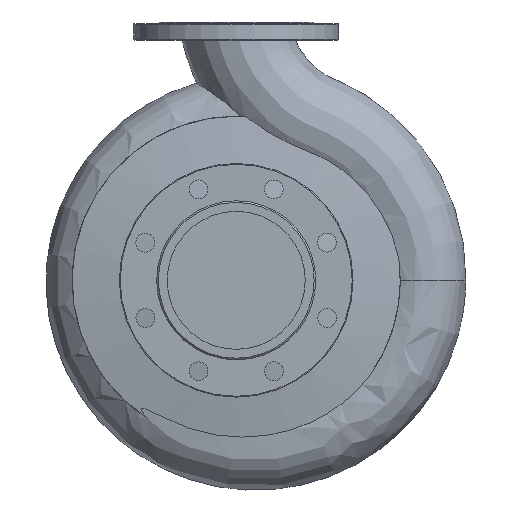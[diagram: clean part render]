
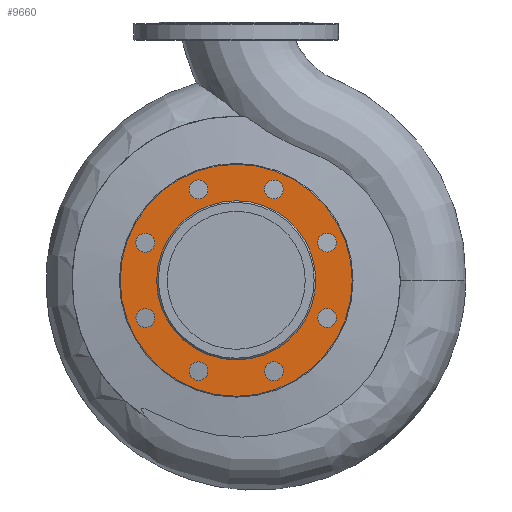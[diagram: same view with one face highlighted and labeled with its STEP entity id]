
A CAD part, left-side view. The second image highlights one B-rep face of the part: STEP entity #9660.
In plain terms, the highlighted planar face has unit normal (-1, 0, 0).
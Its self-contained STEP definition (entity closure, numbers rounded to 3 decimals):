
#343=FACE_BOUND('',#2049,.T.);
#344=FACE_BOUND('',#2050,.T.);
#345=FACE_BOUND('',#2051,.T.);
#346=FACE_BOUND('',#2052,.T.);
#347=FACE_BOUND('',#2053,.T.);
#348=FACE_BOUND('',#2054,.T.);
#349=FACE_BOUND('',#2055,.T.);
#350=FACE_BOUND('',#2056,.T.);
#351=FACE_BOUND('',#2057,.T.);
#529=CIRCLE('',#10363,11.5);
#531=CIRCLE('',#10366,11.5);
#533=CIRCLE('',#10369,11.5);
#535=CIRCLE('',#10372,11.5);
#537=CIRCLE('',#10375,11.5);
#539=CIRCLE('',#10378,11.5);
#541=CIRCLE('',#10381,11.5);
#543=CIRCLE('',#10384,11.5);
#544=CIRCLE('',#10386,97.);
#546=CIRCLE('',#10389,141.5);
#986=PLANE('',#10388);
#1390=FACE_OUTER_BOUND('',#2048,.T.);
#2048=EDGE_LOOP('',(#7562));
#2049=EDGE_LOOP('',(#7563));
#2050=EDGE_LOOP('',(#7564));
#2051=EDGE_LOOP('',(#7565));
#2052=EDGE_LOOP('',(#7566));
#2053=EDGE_LOOP('',(#7567));
#2054=EDGE_LOOP('',(#7568));
#2055=EDGE_LOOP('',(#7569));
#2056=EDGE_LOOP('',(#7570));
#2057=EDGE_LOOP('',(#7571));
#4567=VERTEX_POINT('',#15703);
#4569=VERTEX_POINT('',#15708);
#4571=VERTEX_POINT('',#15713);
#4573=VERTEX_POINT('',#15718);
#4575=VERTEX_POINT('',#15723);
#4577=VERTEX_POINT('',#15728);
#4579=VERTEX_POINT('',#15733);
#4581=VERTEX_POINT('',#15738);
#4582=VERTEX_POINT('',#15741);
#4584=VERTEX_POINT('',#15746);
#5665=EDGE_CURVE('',#4567,#4567,#529,.T.);
#5667=EDGE_CURVE('',#4569,#4569,#531,.T.);
#5669=EDGE_CURVE('',#4571,#4571,#533,.T.);
#5671=EDGE_CURVE('',#4573,#4573,#535,.T.);
#5673=EDGE_CURVE('',#4575,#4575,#537,.T.);
#5675=EDGE_CURVE('',#4577,#4577,#539,.T.);
#5677=EDGE_CURVE('',#4579,#4579,#541,.T.);
#5679=EDGE_CURVE('',#4581,#4581,#543,.T.);
#5680=EDGE_CURVE('',#4582,#4582,#544,.T.);
#5682=EDGE_CURVE('',#4584,#4584,#546,.T.);
#7562=ORIENTED_EDGE('',*,*,#5682,.T.);
#7563=ORIENTED_EDGE('',*,*,#5665,.F.);
#7564=ORIENTED_EDGE('',*,*,#5667,.F.);
#7565=ORIENTED_EDGE('',*,*,#5669,.F.);
#7566=ORIENTED_EDGE('',*,*,#5671,.F.);
#7567=ORIENTED_EDGE('',*,*,#5673,.F.);
#7568=ORIENTED_EDGE('',*,*,#5675,.F.);
#7569=ORIENTED_EDGE('',*,*,#5677,.F.);
#7570=ORIENTED_EDGE('',*,*,#5679,.F.);
#7571=ORIENTED_EDGE('',*,*,#5680,.F.);
#9660=ADVANCED_FACE('',(#1390,#343,#344,#345,#346,#347,#348,#349,#350,#351),
#986,.F.);
#10363=AXIS2_PLACEMENT_3D('',#15704,#12032,#12033);
#10366=AXIS2_PLACEMENT_3D('',#15709,#12038,#12039);
#10369=AXIS2_PLACEMENT_3D('',#15714,#12044,#12045);
#10372=AXIS2_PLACEMENT_3D('',#15719,#12050,#12051);
#10375=AXIS2_PLACEMENT_3D('',#15724,#12056,#12057);
#10378=AXIS2_PLACEMENT_3D('',#15729,#12062,#12063);
#10381=AXIS2_PLACEMENT_3D('',#15734,#12068,#12069);
#10384=AXIS2_PLACEMENT_3D('',#15739,#12074,#12075);
#10386=AXIS2_PLACEMENT_3D('',#15742,#12078,#12079);
#10388=AXIS2_PLACEMENT_3D('',#15745,#12082,#12083);
#10389=AXIS2_PLACEMENT_3D('',#15747,#12084,#12085);
#12032=DIRECTION('center_axis',(-1.,0.,0.));
#12033=DIRECTION('ref_axis',(0.,0.707,-0.707));
#12038=DIRECTION('center_axis',(-1.,0.,0.));
#12039=DIRECTION('ref_axis',(0.,1.,0.));
#12044=DIRECTION('center_axis',(-1.,0.,0.));
#12045=DIRECTION('ref_axis',(0.,0.707,0.707));
#12050=DIRECTION('center_axis',(-1.,0.,0.));
#12051=DIRECTION('ref_axis',(0.,0.,
1.));
#12056=DIRECTION('center_axis',(-1.,0.,0.));
#12057=DIRECTION('ref_axis',(0.,-0.707,0.707));
#12062=DIRECTION('center_axis',(-1.,0.,0.));
#12063=DIRECTION('ref_axis',(0.,-1.,0.));
#12068=DIRECTION('center_axis',(-1.,0.,0.));
#12069=DIRECTION('ref_axis',(0.,-0.707,-0.707));
#12074=DIRECTION('center_axis',(-1.,0.,0.));
#12075=DIRECTION('ref_axis',(0.,0.,-1.));
#12078=DIRECTION('center_axis',(-1.,0.,0.));
#12079=DIRECTION('ref_axis',(0.,-1.,0.));
#12082=DIRECTION('center_axis',(1.,0.,0.));
#12083=DIRECTION('ref_axis',(0.,0.,1.));
#12084=DIRECTION('center_axis',(-1.,0.,0.));
#12085=DIRECTION('ref_axis',(0.,-1.,0.));
#15703=CARTESIAN_POINT('',(-138.,-118.997,94.21));
#15704=CARTESIAN_POINT('Origin',(-138.,-110.866,86.078));
#15708=CARTESIAN_POINT('',(-138.,-57.422,21.134));
#15709=CARTESIAN_POINT('Origin',(-138.,-45.922,21.134));
#15713=CARTESIAN_POINT('',(-138.,37.79,13.003));
#15714=CARTESIAN_POINT('Origin',(-138.,45.922,21.134));
#15718=CARTESIAN_POINT('',(-138.,110.866,74.578));
#15719=CARTESIAN_POINT('Origin',(-138.,110.866,86.078));
#15723=CARTESIAN_POINT('',(-138.,118.997,169.79));
#15724=CARTESIAN_POINT('Origin',(-138.,110.866,177.922));
#15728=CARTESIAN_POINT('',(-138.,57.422,242.866));
#15729=CARTESIAN_POINT('Origin',(-138.,45.922,242.866));
#15733=CARTESIAN_POINT('',(-138.,-37.79,250.997));
#15734=CARTESIAN_POINT('Origin',(-138.,-45.922,242.866));
#15738=CARTESIAN_POINT('',(-138.,-110.866,189.422));
#15739=CARTESIAN_POINT('Origin',(-138.,-110.866,177.922));
#15741=CARTESIAN_POINT('',(-138.,-97.,132.));
#15742=CARTESIAN_POINT('Origin',(-138.,0.,132.));
#15745=CARTESIAN_POINT('Origin',(-138.,-119.25,132.));
#15746=CARTESIAN_POINT('',(-138.,-141.5,132.));
#15747=CARTESIAN_POINT('Origin',(-138.,0.,132.));
